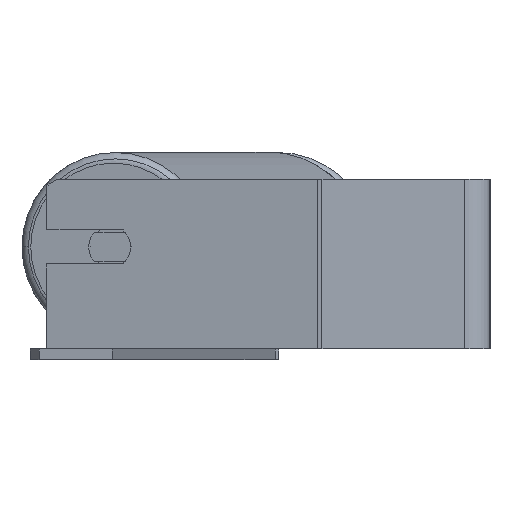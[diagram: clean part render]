
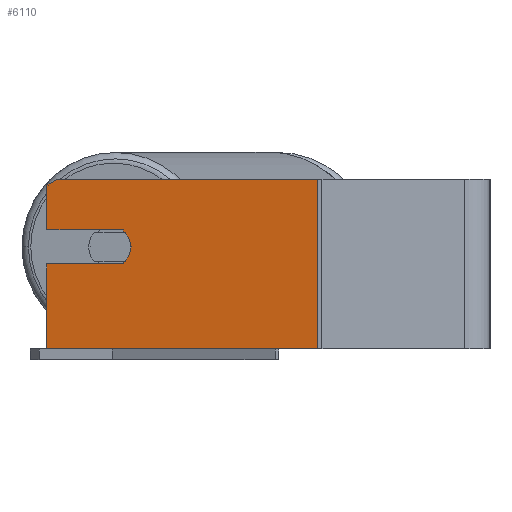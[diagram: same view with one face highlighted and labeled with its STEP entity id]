
A CAD part, left-side view. The second image highlights one B-rep face of the part: STEP entity #6110.
In plain terms, the highlighted planar face has unit normal (-0.985, 0.174, 0).
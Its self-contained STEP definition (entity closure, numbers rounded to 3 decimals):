
#100 = VERTEX_POINT ( 'NONE', #2639 ) ;
#116 = EDGE_CURVE ( 'NONE', #4229, #8898, #1828, .T. ) ;
#133 = CARTESIAN_POINT ( 'NONE',  ( -683.597, 173.195, 0. ) ) ;
#182 = VECTOR ( 'NONE', #3740, 1000. ) ;
#219 = VECTOR ( 'NONE', #1587, 1000. ) ;
#270 = LINE ( 'NONE', #9006, #3638 ) ;
#705 = DIRECTION ( 'NONE',  ( 0.174, 0.985, 0. ) ) ;
#727 = EDGE_CURVE ( 'NONE', #3423, #5076, #8821, .T. ) ;
#753 = DIRECTION ( 'NONE',  ( 0.174, 0.985, 0. ) ) ;
#762 = VECTOR ( 'NONE', #7169, 1000. ) ;
#920 = VECTOR ( 'NONE', #8045, 1000. ) ;
#998 = DIRECTION ( 'NONE',  ( -0.174, -0.985, 0. ) ) ;
#1023 = CARTESIAN_POINT ( 'NONE',  ( -677.345, 208.649, 16. ) ) ;
#1086 = DIRECTION ( 'NONE',  ( -0.174, -0.985, 0. ) ) ;
#1182 = VERTEX_POINT ( 'NONE', #1966 ) ;
#1375 = EDGE_CURVE ( 'NONE', #3316, #7475, #5153, .T. ) ;
#1379 = ORIENTED_EDGE ( 'NONE', *, *, #8912, .F. ) ;
#1587 = DIRECTION ( 'NONE',  ( -0.174, -0.985, 0. ) ) ;
#1828 = LINE ( 'NONE', #9142, #5786 ) ;
#1874 = ORIENTED_EDGE ( 'NONE', *, *, #7522, .F. ) ;
#1966 = CARTESIAN_POINT ( 'NONE',  ( -683.597, 173.195, 16. ) ) ;
#2040 = FACE_OUTER_BOUND ( 'NONE', #6854, .T. ) ;
#2119 = CARTESIAN_POINT ( 'NONE',  ( -683.597, 173.195, 16. ) ) ;
#2203 = EDGE_CURVE ( 'NONE', #5076, #1182, #4421, .T. ) ;
#2278 = LINE ( 'NONE', #5192, #219 ) ;
#2318 = CARTESIAN_POINT ( 'NONE',  ( -682.555, 179.104, 8. ) ) ;
#2453 = LINE ( 'NONE', #8162, #9264 ) ;
#2568 = ORIENTED_EDGE ( 'NONE', *, *, #3425, .T. ) ;
#2639 = CARTESIAN_POINT ( 'NONE',  ( -677.345, 208.649, -40. ) ) ;
#2749 = PLANE ( 'NONE',  #3683 ) ;
#2894 = CARTESIAN_POINT ( 'NONE',  ( -678.214, 203.724, 40. ) ) ;
#2977 = CARTESIAN_POINT ( 'NONE',  ( -677.345, 208.649, 40. ) ) ;
#3066 = LINE ( 'NONE', #2977, #182 ) ;
#3316 = VERTEX_POINT ( 'NONE', #2894 ) ;
#3380 = ORIENTED_EDGE ( 'NONE', *, *, #3886, .T. ) ;
#3423 = VERTEX_POINT ( 'NONE', #4648 ) ;
#3425 = EDGE_CURVE ( 'NONE', #100, #8898, #2453, .T. ) ;
#3638 = VECTOR ( 'NONE', #3925, 1000. ) ;
#3683 = AXIS2_PLACEMENT_3D ( 'NONE', #6359, #4273, #753 ) ;
#3735 = ORIENTED_EDGE ( 'NONE', *, *, #727, .F. ) ;
#3740 = DIRECTION ( 'NONE',  ( 0., 0., -1. ) ) ;
#3807 = EDGE_CURVE ( 'NONE', #5244, #3423, #6640, .T. ) ;
#3886 = EDGE_CURVE ( 'NONE', #5244, #100, #270, .T. ) ;
#3925 = DIRECTION ( 'NONE',  ( 0., 0., -1. ) ) ;
#4229 = VERTEX_POINT ( 'NONE', #7148 ) ;
#4273 = DIRECTION ( 'NONE',  ( 0.985, -0.174, 0. ) ) ;
#4332 = CARTESIAN_POINT ( 'NONE',  ( -677.345, 208.649, 37.113 ) ) ;
#4421 = CIRCLE ( 'NONE', #7766, 10. ) ;
#4648 = CARTESIAN_POINT ( 'NONE',  ( -683.597, 173.195, 0. ) ) ;
#5076 = VERTEX_POINT ( 'NONE', #6410 ) ;
#5153 = LINE ( 'NONE', #7960, #920 ) ;
#5192 = CARTESIAN_POINT ( 'NONE',  ( -677.345, 208.649, 40. ) ) ;
#5244 = VERTEX_POINT ( 'NONE', #6685 ) ;
#5304 = ORIENTED_EDGE ( 'NONE', *, *, #3807, .F. ) ;
#5458 = ORIENTED_EDGE ( 'NONE', *, *, #1375, .T. ) ;
#5507 = CARTESIAN_POINT ( 'NONE',  ( -699.818, 81.202, -40. ) ) ;
#5570 = EDGE_CURVE ( 'NONE', #7475, #7649, #3066, .T. ) ;
#5786 = VECTOR ( 'NONE', #8438, 1000. ) ;
#5878 = ORIENTED_EDGE ( 'NONE', *, *, #2203, .F. ) ;
#5995 = CARTESIAN_POINT ( 'NONE',  ( -682.555, 179.104, 8. ) ) ;
#6064 = ORIENTED_EDGE ( 'NONE', *, *, #116, .F. ) ;
#6110 = ADVANCED_FACE ( 'NONE', ( #2040 ), #2749, .F. ) ;
#6359 = CARTESIAN_POINT ( 'NONE',  ( -677.345, 208.649, 40. ) ) ;
#6410 = CARTESIAN_POINT ( 'NONE',  ( -684.291, 169.256, 8. ) ) ;
#6640 = LINE ( 'NONE', #133, #762 ) ;
#6685 = CARTESIAN_POINT ( 'NONE',  ( -677.345, 208.649, 0. ) ) ;
#6699 = AXIS2_PLACEMENT_3D ( 'NONE', #5995, #8881, #8168 ) ;
#6854 = EDGE_LOOP ( 'NONE', ( #1874, #5458, #7610, #1379, #5878, #3735, #5304, #3380, #2568, #6064 ) ) ;
#7071 = VECTOR ( 'NONE', #705, 1000. ) ;
#7148 = CARTESIAN_POINT ( 'NONE',  ( -699.818, 81.202, 40. ) ) ;
#7169 = DIRECTION ( 'NONE',  ( -0.174, -0.985, 0. ) ) ;
#7475 = VERTEX_POINT ( 'NONE', #4332 ) ;
#7522 = EDGE_CURVE ( 'NONE', #3316, #4229, #2278, .T. ) ;
#7588 = DIRECTION ( 'NONE',  ( -0.985, 0.174, 0. ) ) ;
#7610 = ORIENTED_EDGE ( 'NONE', *, *, #5570, .T. ) ;
#7649 = VERTEX_POINT ( 'NONE', #1023 ) ;
#7766 = AXIS2_PLACEMENT_3D ( 'NONE', #2318, #7588, #1086 ) ;
#7960 = CARTESIAN_POINT ( 'NONE',  ( -677.345, 208.649, 37.113 ) ) ;
#7975 = LINE ( 'NONE', #2119, #7071 ) ;
#8045 = DIRECTION ( 'NONE',  ( 0.15, 0.853, -0.5 ) ) ;
#8162 = CARTESIAN_POINT ( 'NONE',  ( -677.345, 208.649, -40. ) ) ;
#8168 = DIRECTION ( 'NONE',  ( -0.174, -0.985, 0. ) ) ;
#8438 = DIRECTION ( 'NONE',  ( 0., 0., -1. ) ) ;
#8821 = CIRCLE ( 'NONE', #6699, 10. ) ;
#8881 = DIRECTION ( 'NONE',  ( -0.985, 0.174, 0. ) ) ;
#8898 = VERTEX_POINT ( 'NONE', #5507 ) ;
#8912 = EDGE_CURVE ( 'NONE', #1182, #7649, #7975, .T. ) ;
#9006 = CARTESIAN_POINT ( 'NONE',  ( -677.345, 208.649, 40. ) ) ;
#9142 = CARTESIAN_POINT ( 'NONE',  ( -699.818, 81.202, 40. ) ) ;
#9264 = VECTOR ( 'NONE', #998, 1000. ) ;
